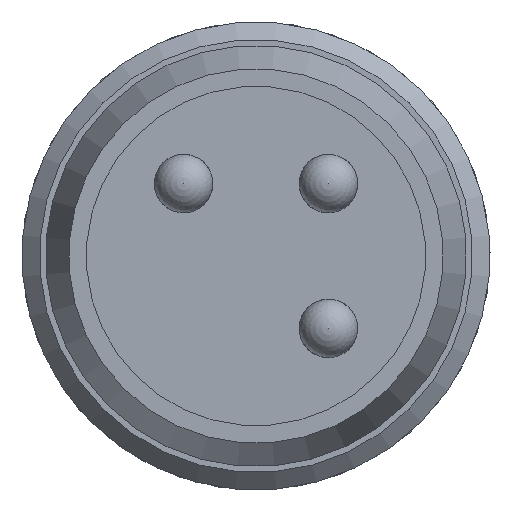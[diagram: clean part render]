
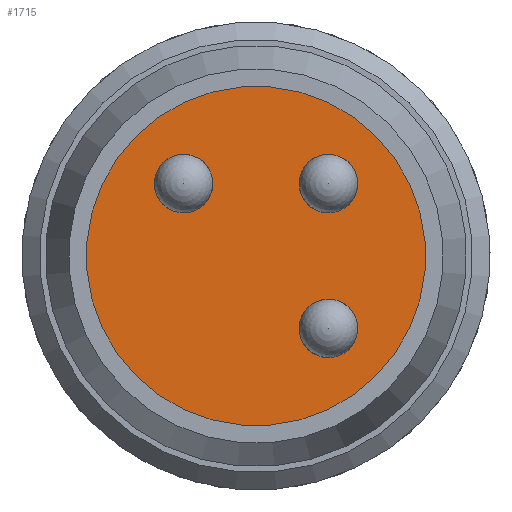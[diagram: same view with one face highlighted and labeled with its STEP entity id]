
A CAD part, front view. The second image highlights one B-rep face of the part: STEP entity #1715.
In plain terms, the highlighted planar face has unit normal (0, -1, 0).
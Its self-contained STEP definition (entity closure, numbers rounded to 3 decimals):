
#285=FACE_BOUND('',#428,.T.);
#286=FACE_BOUND('',#429,.T.);
#287=FACE_BOUND('',#430,.T.);
#316=FACE_OUTER_BOUND('',#427,.T.);
#427=EDGE_LOOP('',(#1092,#1093));
#428=EDGE_LOOP('',(#1094));
#429=EDGE_LOOP('',(#1095));
#430=EDGE_LOOP('',(#1096));
#568=CIRCLE('',#1855,2.9);
#569=CIRCLE('',#1856,2.9);
#570=CIRCLE('',#1858,0.5);
#571=CIRCLE('',#1859,0.5);
#572=CIRCLE('',#1860,0.5);
#686=VERTEX_POINT('',#2668);
#687=VERTEX_POINT('',#2669);
#688=VERTEX_POINT('',#2674);
#689=VERTEX_POINT('',#2676);
#690=VERTEX_POINT('',#2678);
#848=EDGE_CURVE('',#686,#687,#568,.T.);
#850=EDGE_CURVE('',#687,#686,#569,.T.);
#851=EDGE_CURVE('',#688,#688,#570,.T.);
#852=EDGE_CURVE('',#689,#689,#571,.T.);
#853=EDGE_CURVE('',#690,#690,#572,.T.);
#1092=ORIENTED_EDGE('',*,*,#848,.F.);
#1093=ORIENTED_EDGE('',*,*,#850,.F.);
#1094=ORIENTED_EDGE('',*,*,#851,.T.);
#1095=ORIENTED_EDGE('',*,*,#852,.T.);
#1096=ORIENTED_EDGE('',*,*,#853,.T.);
#1559=PLANE('',#1857);
#1715=ADVANCED_FACE('',(#316,#285,#286,#287),#1559,.T.);
#1855=AXIS2_PLACEMENT_3D('',#2670,#2102,#2103);
#1856=AXIS2_PLACEMENT_3D('',#2672,#2105,#2106);
#1857=AXIS2_PLACEMENT_3D('',#2673,#2107,#2108);
#1858=AXIS2_PLACEMENT_3D('',#2675,#2109,#2110);
#1859=AXIS2_PLACEMENT_3D('',#2677,#2111,#2112);
#1860=AXIS2_PLACEMENT_3D('',#2679,#2113,#2114);
#2102=DIRECTION('center_axis',(0.,1.,0.));
#2103=DIRECTION('ref_axis',(0.707,0.,0.707));
#2105=DIRECTION('center_axis',(0.,1.,0.));
#2106=DIRECTION('ref_axis',(0.707,0.,0.707));
#2107=DIRECTION('center_axis',(0.,-1.,0.));
#2108=DIRECTION('ref_axis',(-0.707,0.,-0.707));
#2109=DIRECTION('center_axis',(0.,1.,0.));
#2110=DIRECTION('ref_axis',(0.707,0.,-0.707));
#2111=DIRECTION('center_axis',(0.,1.,0.));
#2112=DIRECTION('ref_axis',(0.707,0.,-0.707));
#2113=DIRECTION('center_axis',(0.,1.,0.));
#2114=DIRECTION('ref_axis',(0.707,0.,-0.707));
#2668=CARTESIAN_POINT('',(-30.94,-44.575,2.553));
#2669=CARTESIAN_POINT('',(-35.041,-44.575,-1.548));
#2670=CARTESIAN_POINT('Origin',(-32.991,-44.575,0.503));
#2672=CARTESIAN_POINT('Origin',(-32.991,-44.575,0.503));
#2673=CARTESIAN_POINT('Origin',(-31.965,-44.575,1.528));
#2674=CARTESIAN_POINT('',(-32.107,-44.575,-0.381));
#2675=CARTESIAN_POINT('Origin',(-31.753,-44.575,-0.735));
#2676=CARTESIAN_POINT('',(-34.582,-44.575,2.094));
#2677=CARTESIAN_POINT('Origin',(-34.228,-44.575,1.74));
#2678=CARTESIAN_POINT('',(-32.107,-44.575,2.094));
#2679=CARTESIAN_POINT('Origin',(-31.753,-44.575,1.74));
